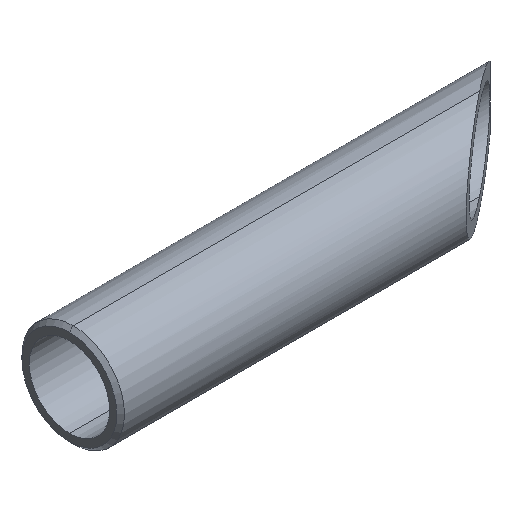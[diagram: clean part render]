
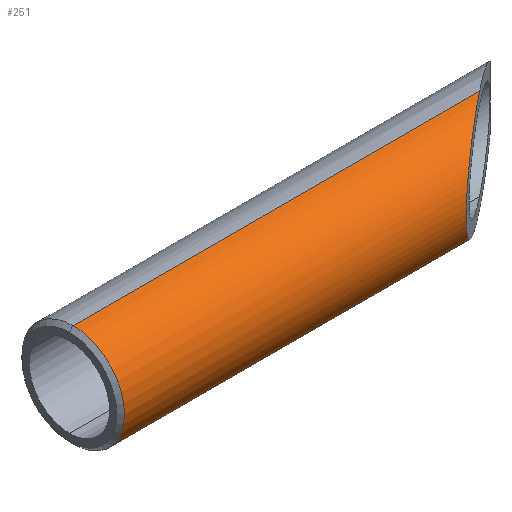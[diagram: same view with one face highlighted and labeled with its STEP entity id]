
A CAD part, isometric view. The second image highlights one B-rep face of the part: STEP entity #251.
In plain terms, the highlighted cylindrical face has radius 13.35 mm (diameter 26.7 mm), a partial arc.
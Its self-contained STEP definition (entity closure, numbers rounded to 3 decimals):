
#27 = EDGE_CURVE ( 'NONE', #228, #88, #77, .T. ) ;
#38 = VERTEX_POINT ( 'NONE', #79 ) ;
#40 = CARTESIAN_POINT ( 'NONE',  ( 120., 0., -13.35 ) ) ;
#77 = LINE ( 'NONE', #40, #331 ) ;
#79 = CARTESIAN_POINT ( 'NONE',  ( 1., 0., 13.35 ) ) ;
#88 = VERTEX_POINT ( 'NONE', #125 ) ;
#90 = CARTESIAN_POINT ( 'NONE',  ( 106.828, 0., -13.35 ) ) ;
#96 = CARTESIAN_POINT ( 'NONE',  ( 106.828, 0., 13.35 ) ) ;
#108 = VECTOR ( 'NONE', #269, 1000. ) ;
#112 = CARTESIAN_POINT ( 'NONE',  ( 106.828, 0., 13.35 ) ) ;
#125 = CARTESIAN_POINT ( 'NONE',  ( 1., 0., -13.35 ) ) ;
#145 = ORIENTED_EDGE ( 'NONE', *, *, #245, .T. ) ;
#147 = FACE_OUTER_BOUND ( 'NONE', #179, .T. ) ;
#162 = EDGE_CURVE ( 'NONE', #169, #38, #220, .T. ) ;
#166 = CARTESIAN_POINT ( 'NONE',  ( 106.828, 0., -13.35 ) ) ;
#168 = CARTESIAN_POINT ( 'NONE',  ( 120., 0., 0. ) ) ;
#169 = VERTEX_POINT ( 'NONE', #112 ) ;
#172 = CARTESIAN_POINT ( 'NONE',  ( 1., 0., 0. ) ) ;
#179 = EDGE_LOOP ( 'NONE', ( #338, #197, #261, #145 ) ) ;
#197 = ORIENTED_EDGE ( 'NONE', *, *, #349, .T. ) ;
#199 = CIRCLE ( 'NONE', #236, 13.35 ) ;
#201 = CARTESIAN_POINT ( 'NONE',  ( 73.172, -26.7, -13.35 ) ) ;
#205 = DIRECTION ( 'NONE',  ( 0., 0., 1. ) ) ;
#218 = CARTESIAN_POINT ( 'NONE',  ( 120., 0., 13.35 ) ) ;
#220 = LINE ( 'NONE', #218, #108 ) ;
#222 = CYLINDRICAL_SURFACE ( 'NONE', #243, 13.35 ) ;
#224 = DIRECTION ( 'NONE',  ( -1., 0., 0. ) ) ;
#228 = VERTEX_POINT ( 'NONE', #166 ) ;
#236 = AXIS2_PLACEMENT_3D ( 'NONE', #172, #310, #252 ) ;
#243 = AXIS2_PLACEMENT_3D ( 'NONE', #168, #224, #205 ) ;
#245 = EDGE_CURVE ( 'NONE', #38, #88, #199, .T. ) ;
#251 = ADVANCED_FACE ( 'NONE', ( #147 ), #222, .T. ) ;
#252 = DIRECTION ( 'NONE',  ( 0., 0., -1. ) ) ;
#261 = ORIENTED_EDGE ( 'NONE', *, *, #162, .T. ) ;
#269 = DIRECTION ( 'NONE',  ( -1., 0., 0. ) ) ;
#277 = CARTESIAN_POINT ( 'NONE',  ( 73.172, -26.7, 13.35 ) ) ;
#310 = DIRECTION ( 'NONE',  ( 1., 0., 0. ) ) ;
#315 =( BOUNDED_CURVE ( )  B_SPLINE_CURVE ( 3, ( #90, #201, #277, #96 ),
 .UNSPECIFIED., .F., .F. ) 
 B_SPLINE_CURVE_WITH_KNOTS ( ( 4, 4 ),
 ( 4.712, 7.854 ),
 .UNSPECIFIED. ) 
 CURVE ( )  GEOMETRIC_REPRESENTATION_ITEM ( )  RATIONAL_B_SPLINE_CURVE ( ( 1., 0.333, 0.333, 1. ) ) 
 REPRESENTATION_ITEM ( '' )  );
#331 = VECTOR ( 'NONE', #343, 1000. ) ;
#338 = ORIENTED_EDGE ( 'NONE', *, *, #27, .F. ) ;
#343 = DIRECTION ( 'NONE',  ( -1., 0., 0. ) ) ;
#349 = EDGE_CURVE ( 'NONE', #228, #169, #315, .T. ) ;
